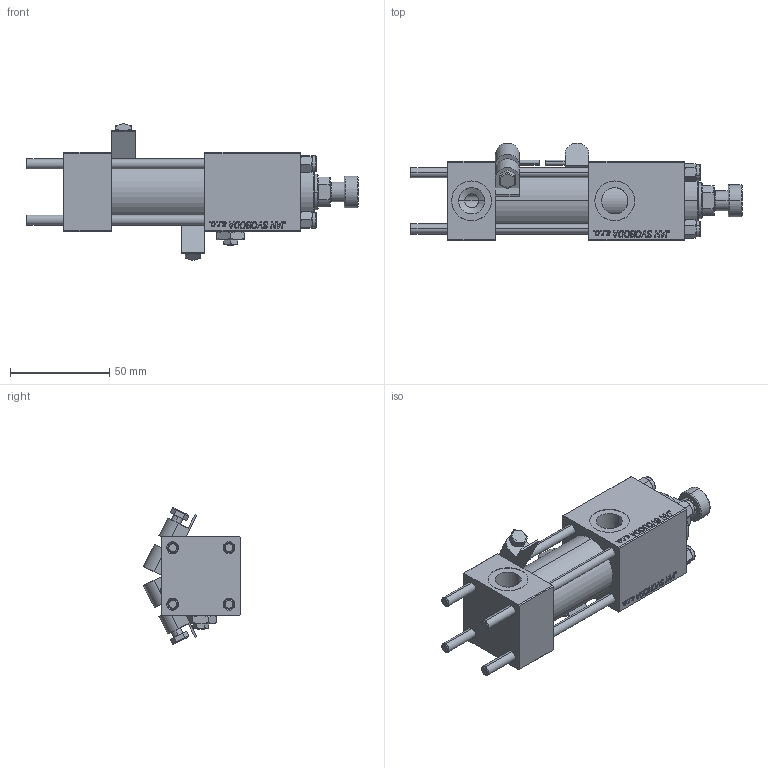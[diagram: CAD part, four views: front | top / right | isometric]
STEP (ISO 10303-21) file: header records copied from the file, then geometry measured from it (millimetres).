
FILE_DESCRIPTION (( 'STEP AP203' ), '1' );
FILE_NAME ('9460.STEP', '2022-10-03T14:51:02', ( '' ), ( '' ), 'SwSTEP 2.0', 'SolidWorks 2019', '' );
FILE_SCHEMA (( 'CONFIG_CONTROL_DESIGN' ));
Length unit declared in the file: millimetre
Products named in the file (9): MSRF_MSRG1 433f2d312542e60961d5b9d7348e4351; 9460; V215CR_BODY_A 433f2d312542e60961d5b9d7348e4351; V215CR_VCP 433f2d312542e60961d5b9d7348e4351; Zatka_pro_OIL_PORT 433f2d312542e60961d5b9d7348e4351; CR025_012_A_0_G_A_G_M_020_+#_##_TYCINKA 433f2d312542e60961d5b9d7348e4351; V215_VC_A 433f2d312542e60961d5b9d7348e4351; V215CR_ROD_END_W 433f2d312542e60961d5b9d7348e4351; NUT_M5 433f2d312542e60961d5b9d7348e4351
Assembly tree (15 placements, depth 2):
  9460
    V215CR_BODY_A 433f2d312542e60961d5b9d7348e4351
    CR025_012_A_0_G_A_G_M_020_+#_##_TYCINKA 433f2d312542e60961d5b9d7348e4351  x4
    NUT_M5 433f2d312542e60961d5b9d7348e4351  x4
    V215CR_VCP 433f2d312542e60961d5b9d7348e4351
    V215_VC_A 433f2d312542e60961d5b9d7348e4351
    V215CR_ROD_END_W 433f2d312542e60961d5b9d7348e4351
    MSRF_MSRG1 433f2d312542e60961d5b9d7348e4351  x2
    Zatka_pro_OIL_PORT 433f2d312542e60961d5b9d7348e4351
Bounding box: 167 x 48.93 x 68.7 mm (x, y, z)
Volume: 160519.9 mm3; surface area: 67206 mm2
Topology: 15 solids, 15 shells, 1259 faces, 3143 edges, 2029 vertices
Faces by surface type: plane 581, bspline 392, cone 158, cylinder 116, torus 12
Entity records: 53071 total; most frequent: CARTESIAN_POINT 27825, ORIENTED_EDGE 5628, DIRECTION 3656, EDGE_CURVE 2814, VERTEX_POINT 1837, VECTOR 1684, LINE 1684, EDGE_LOOP 1241
